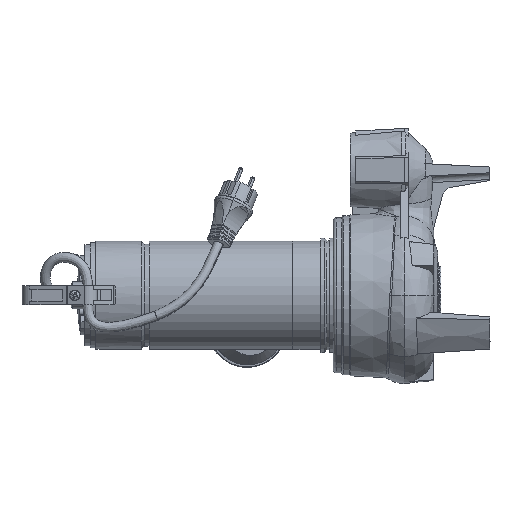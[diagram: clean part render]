
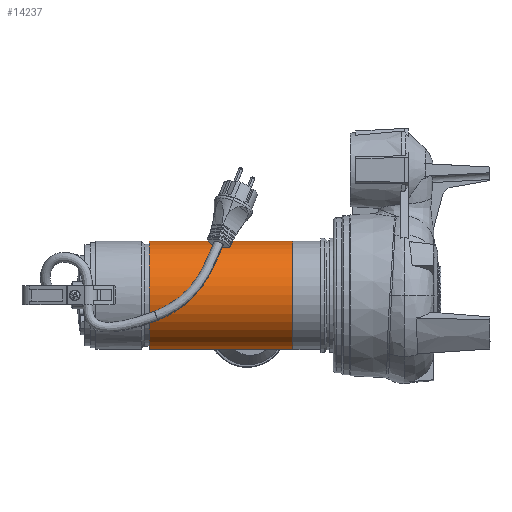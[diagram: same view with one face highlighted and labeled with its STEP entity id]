
A CAD part, left-side view. The second image highlights one B-rep face of the part: STEP entity #14237.
In plain terms, the highlighted cylindrical face has radius 56 mm (diameter 112 mm), a partial arc.
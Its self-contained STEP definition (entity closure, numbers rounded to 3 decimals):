
#664 = LINE ( 'NONE', #20718, #7901 ) ;
#2836 = EDGE_CURVE ( 'NONE', #31381, #30877, #21379, .T. ) ;
#3330 = CYLINDRICAL_SURFACE ( 'NONE', #50957, 56. ) ;
#3541 = AXIS2_PLACEMENT_3D ( 'NONE', #49926, #24957, #64089 ) ;
#4487 = CIRCLE ( 'NONE', #19180, 56. ) ;
#5252 = LINE ( 'NONE', #32516, #22459 ) ;
#6303 = CARTESIAN_POINT ( 'NONE',  ( 0., 292.501, 56. ) ) ;
#7901 = VECTOR ( 'NONE', #15777, 1000. ) ;
#8978 = ORIENTED_EDGE ( 'NONE', *, *, #37220, .T. ) ;
#13272 = EDGE_CURVE ( 'NONE', #45281, #30877, #664, .T. ) ;
#14237 = ADVANCED_FACE ( 'NONE', ( #14497 ), #3330, .T. ) ;
#14497 = FACE_OUTER_BOUND ( 'NONE', #21206, .T. ) ;
#15777 = DIRECTION ( 'NONE',  ( 0., -1., 0. ) ) ;
#16004 = ORIENTED_EDGE ( 'NONE', *, *, #2836, .T. ) ;
#17735 = DIRECTION ( 'NONE',  ( 0., 0., -1. ) ) ;
#19180 = AXIS2_PLACEMENT_3D ( 'NONE', #42390, #57193, #17735 ) ;
#19716 = CARTESIAN_POINT ( 'NONE',  ( 0., 143.501, 56. ) ) ;
#20718 = CARTESIAN_POINT ( 'NONE',  ( 0., 292.501, 56. ) ) ;
#21206 = EDGE_LOOP ( 'NONE', ( #25713, #8978, #35808, #16004 ) ) ;
#21379 = CIRCLE ( 'NONE', #3541, 56. ) ;
#22331 = DIRECTION ( 'NONE',  ( 0., -1., 0. ) ) ;
#22459 = VECTOR ( 'NONE', #22331, 1000. ) ;
#24957 = DIRECTION ( 'NONE',  ( 0., 1., 0. ) ) ;
#25713 = ORIENTED_EDGE ( 'NONE', *, *, #13272, .F. ) ;
#27569 = CARTESIAN_POINT ( 'NONE',  ( 0., 292.501, -56. ) ) ;
#28960 = DIRECTION ( 'NONE',  ( 0., 0., -1. ) ) ;
#30877 = VERTEX_POINT ( 'NONE', #19716 ) ;
#31381 = VERTEX_POINT ( 'NONE', #63899 ) ;
#32516 = CARTESIAN_POINT ( 'NONE',  ( 0., 292.501, -56. ) ) ;
#35808 = ORIENTED_EDGE ( 'NONE', *, *, #64204, .T. ) ;
#37220 = EDGE_CURVE ( 'NONE', #45281, #61693, #4487, .T. ) ;
#39479 = CARTESIAN_POINT ( 'NONE',  ( 0., 292.501, 0. ) ) ;
#42390 = CARTESIAN_POINT ( 'NONE',  ( 0., 292.501, 0. ) ) ;
#45281 = VERTEX_POINT ( 'NONE', #6303 ) ;
#49926 = CARTESIAN_POINT ( 'NONE',  ( 0., 143.501, 0. ) ) ;
#50957 = AXIS2_PLACEMENT_3D ( 'NONE', #39479, #53613, #28960 ) ;
#53613 = DIRECTION ( 'NONE',  ( 0., -1., 0. ) ) ;
#57193 = DIRECTION ( 'NONE',  ( 0., -1., 0. ) ) ;
#61693 = VERTEX_POINT ( 'NONE', #27569 ) ;
#63899 = CARTESIAN_POINT ( 'NONE',  ( 0., 143.501, -56. ) ) ;
#64089 = DIRECTION ( 'NONE',  ( 0., 0., -1. ) ) ;
#64204 = EDGE_CURVE ( 'NONE', #61693, #31381, #5252, .T. ) ;
